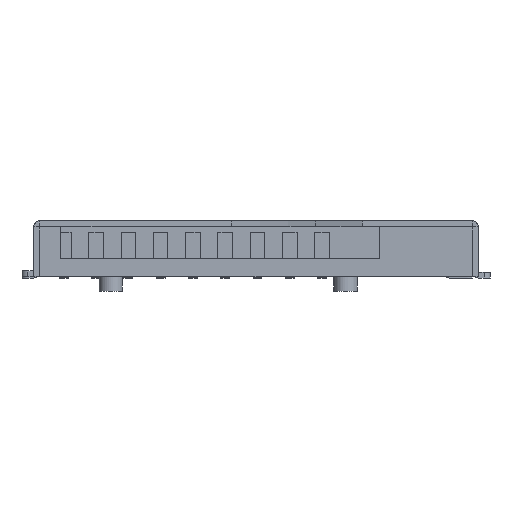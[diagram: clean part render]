
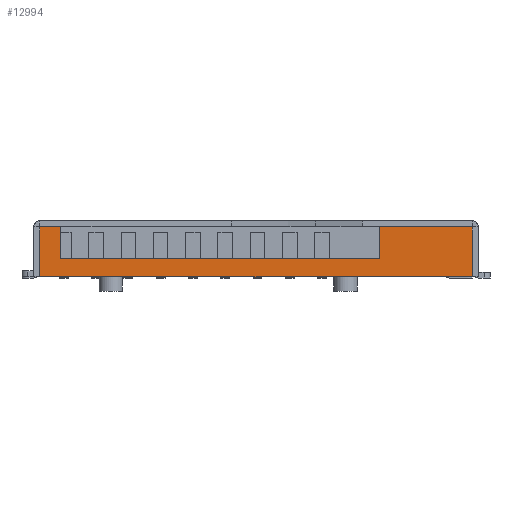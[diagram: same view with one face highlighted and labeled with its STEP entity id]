
A CAD part, front view. The second image highlights one B-rep face of the part: STEP entity #12994.
In plain terms, the highlighted planar face has unit normal (0, -1, 0).
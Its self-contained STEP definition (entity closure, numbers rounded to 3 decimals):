
#189 = DIRECTION ( 'NONE',  ( -1., 0., 0. ) ) ;
#816 = CIRCLE ( 'NONE', #10015, 0.01 ) ;
#1337 = CARTESIAN_POINT ( 'NONE',  ( -7.375, -7.525, -1.9 ) ) ;
#1363 = DIRECTION ( 'NONE',  ( 0., 0., 1. ) ) ;
#2044 = AXIS2_PLACEMENT_3D ( 'NONE', #7326, #4614, #22342 ) ;
#2101 = CARTESIAN_POINT ( 'NONE',  ( 4.213, -7.525, -0.2 ) ) ;
#2620 = DIRECTION ( 'NONE',  ( 0., 0., -1. ) ) ;
#2994 = ORIENTED_EDGE ( 'NONE', *, *, #9583, .T. ) ;
#3313 = CARTESIAN_POINT ( 'NONE',  ( -7.365, -7.525, -0.2 ) ) ;
#3795 = CARTESIAN_POINT ( 'NONE',  ( 7.365, -7.525, -0.21 ) ) ;
#4036 = LINE ( 'NONE', #36552, #34010 ) ;
#4043 = CARTESIAN_POINT ( 'NONE',  ( 7.375, -7.525, -1.9 ) ) ;
#4257 = EDGE_CURVE ( 'NONE', #31302, #16607, #816, .T. ) ;
#4607 = DIRECTION ( 'NONE',  ( 1., 0., 0. ) ) ;
#4614 = DIRECTION ( 'NONE',  ( 0., -1., 0. ) ) ;
#5047 = CARTESIAN_POINT ( 'NONE',  ( 7.365, -7.525, -0.2 ) ) ;
#6770 = DIRECTION ( 'NONE',  ( 1., 0., 0. ) ) ;
#7326 = CARTESIAN_POINT ( 'NONE',  ( -7.365, -7.525, -0.21 ) ) ;
#7714 = DIRECTION ( 'NONE',  ( 1., 0., 0. ) ) ;
#8040 = CARTESIAN_POINT ( 'NONE',  ( 4.213, -7.525, -0.2 ) ) ;
#8367 = VERTEX_POINT ( 'NONE', #16799 ) ;
#8368 = CARTESIAN_POINT ( 'NONE',  ( -7.375, -7.525, -1.9 ) ) ;
#8775 = VERTEX_POINT ( 'NONE', #25189 ) ;
#9130 = EDGE_CURVE ( 'NONE', #27077, #31846, #17392, .T. ) ;
#9583 = EDGE_CURVE ( 'NONE', #36506, #27077, #12485, .T. ) ;
#10015 = AXIS2_PLACEMENT_3D ( 'NONE', #3795, #36113, #16652 ) ;
#10042 = DIRECTION ( 'NONE',  ( 0., -1., 0. ) ) ;
#12078 = DIRECTION ( 'NONE',  ( 0., 0., -1. ) ) ;
#12485 = CIRCLE ( 'NONE', #2044, 0.01 ) ;
#12994 = ADVANCED_FACE ( 'NONE', ( #32336 ), #15214, .T. ) ;
#13228 = ORIENTED_EDGE ( 'NONE', *, *, #24729, .T. ) ;
#15214 = PLANE ( 'NONE',  #34867 ) ;
#15294 = EDGE_CURVE ( 'NONE', #8775, #36408, #15593, .T. ) ;
#15488 = ORIENTED_EDGE ( 'NONE', *, *, #37113, .F. ) ;
#15593 = LINE ( 'NONE', #30972, #20911 ) ;
#16607 = VERTEX_POINT ( 'NONE', #23424 ) ;
#16652 = DIRECTION ( 'NONE',  ( 1., 0., 0. ) ) ;
#16799 = CARTESIAN_POINT ( 'NONE',  ( 7.375, -7.525, -1.9 ) ) ;
#16902 = VECTOR ( 'NONE', #189, 1000. ) ;
#17242 = CARTESIAN_POINT ( 'NONE',  ( -7.375, -7.525, -0.21 ) ) ;
#17392 = LINE ( 'NONE', #8368, #29616 ) ;
#17736 = CARTESIAN_POINT ( 'NONE',  ( -6.674, -7.525, -0.2 ) ) ;
#17852 = LINE ( 'NONE', #24575, #33191 ) ;
#17921 = ORIENTED_EDGE ( 'NONE', *, *, #9130, .T. ) ;
#18881 = LINE ( 'NONE', #4043, #32222 ) ;
#18942 = LINE ( 'NONE', #36609, #19330 ) ;
#19330 = VECTOR ( 'NONE', #30660, 1000. ) ;
#19898 = CARTESIAN_POINT ( 'NONE',  ( 4.213, -7.525, -1.3 ) ) ;
#20911 = VECTOR ( 'NONE', #4607, 1000. ) ;
#22342 = DIRECTION ( 'NONE',  ( 1., 0., 0. ) ) ;
#23424 = CARTESIAN_POINT ( 'NONE',  ( 7.365, -7.525, -0.2 ) ) ;
#23688 = ORIENTED_EDGE ( 'NONE', *, *, #4257, .T. ) ;
#23760 = EDGE_CURVE ( 'NONE', #8367, #31302, #4036, .T. ) ;
#24291 = VECTOR ( 'NONE', #31507, 1000. ) ;
#24575 = CARTESIAN_POINT ( 'NONE',  ( -6.674, -7.525, -0.2 ) ) ;
#24729 = EDGE_CURVE ( 'NONE', #31846, #8367, #18881, .T. ) ;
#25036 = VERTEX_POINT ( 'NONE', #8040 ) ;
#25189 = CARTESIAN_POINT ( 'NONE',  ( -6.674, -7.525, -1.3 ) ) ;
#25698 = EDGE_CURVE ( 'NONE', #36408, #25036, #34587, .T. ) ;
#25810 = ORIENTED_EDGE ( 'NONE', *, *, #26675, .T. ) ;
#26675 = EDGE_CURVE ( 'NONE', #27897, #36506, #26711, .T. ) ;
#26711 = LINE ( 'NONE', #5047, #16902 ) ;
#27077 = VERTEX_POINT ( 'NONE', #17242 ) ;
#27285 = ORIENTED_EDGE ( 'NONE', *, *, #23760, .T. ) ;
#27897 = VERTEX_POINT ( 'NONE', #17736 ) ;
#29616 = VECTOR ( 'NONE', #2620, 1000. ) ;
#30168 = EDGE_LOOP ( 'NONE', ( #15488, #25810, #2994, #17921, #13228, #27285, #23688, #34745, #35503, #36705 ) ) ;
#30410 = CARTESIAN_POINT ( 'NONE',  ( 7.365, -7.525, -0.21 ) ) ;
#30660 = DIRECTION ( 'NONE',  ( -1., 0., 0. ) ) ;
#30972 = CARTESIAN_POINT ( 'NONE',  ( -6.674, -7.525, -1.3 ) ) ;
#31302 = VERTEX_POINT ( 'NONE', #35545 ) ;
#31507 = DIRECTION ( 'NONE',  ( 0., 0., 1. ) ) ;
#31846 = VERTEX_POINT ( 'NONE', #1337 ) ;
#32222 = VECTOR ( 'NONE', #7714, 1000. ) ;
#32336 = FACE_OUTER_BOUND ( 'NONE', #30168, .T. ) ;
#32516 = EDGE_CURVE ( 'NONE', #16607, #25036, #18942, .T. ) ;
#33191 = VECTOR ( 'NONE', #12078, 1000. ) ;
#34010 = VECTOR ( 'NONE', #1363, 1000. ) ;
#34587 = LINE ( 'NONE', #2101, #24291 ) ;
#34745 = ORIENTED_EDGE ( 'NONE', *, *, #32516, .T. ) ;
#34867 = AXIS2_PLACEMENT_3D ( 'NONE', #30410, #10042, #6770 ) ;
#35503 = ORIENTED_EDGE ( 'NONE', *, *, #25698, .F. ) ;
#35545 = CARTESIAN_POINT ( 'NONE',  ( 7.375, -7.525, -0.21 ) ) ;
#36113 = DIRECTION ( 'NONE',  ( 0., -1., 0. ) ) ;
#36408 = VERTEX_POINT ( 'NONE', #19898 ) ;
#36506 = VERTEX_POINT ( 'NONE', #3313 ) ;
#36552 = CARTESIAN_POINT ( 'NONE',  ( 7.375, -7.525, -1.9 ) ) ;
#36609 = CARTESIAN_POINT ( 'NONE',  ( 7.365, -7.525, -0.2 ) ) ;
#36705 = ORIENTED_EDGE ( 'NONE', *, *, #15294, .F. ) ;
#37113 = EDGE_CURVE ( 'NONE', #27897, #8775, #17852, .T. ) ;
